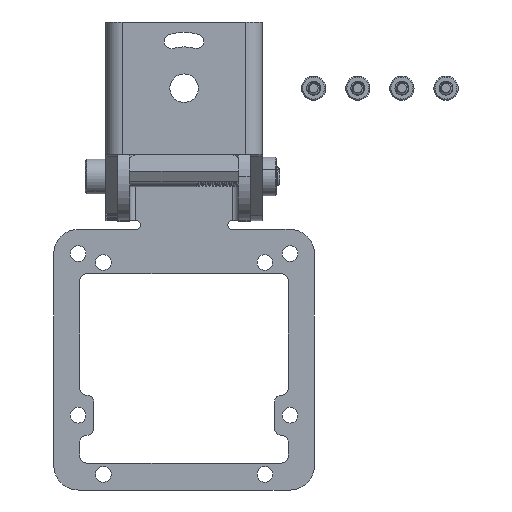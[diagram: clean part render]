
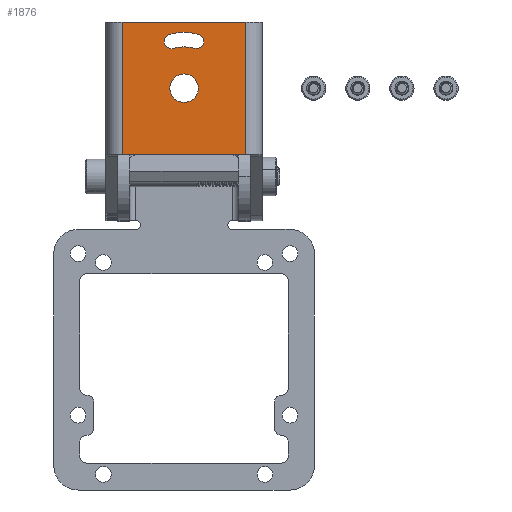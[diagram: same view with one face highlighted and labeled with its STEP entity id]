
A CAD part, front view. The second image highlights one B-rep face of the part: STEP entity #1876.
In plain terms, the highlighted planar face has unit normal (0, -1, 0).
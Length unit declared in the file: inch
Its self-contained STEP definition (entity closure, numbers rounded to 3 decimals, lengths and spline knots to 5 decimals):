
#300 = VECTOR ( 'NONE', #22481, 39.37008 ) ;
#662 = DIRECTION ( 'NONE',  ( 0., 0., 1. ) ) ;
#693 = DIRECTION ( 'NONE',  ( 0., 0., 1. ) ) ;
#1029 = CIRCLE ( 'NONE', #10017, 0.1615 ) ;
#1360 = AXIS2_PLACEMENT_3D ( 'NONE', #21397, #12501, #9001 ) ;
#1661 = ORIENTED_EDGE ( 'NONE', *, *, #15187, .F. ) ;
#1795 = AXIS2_PLACEMENT_3D ( 'NONE', #2483, #20162, #9638 ) ;
#1876 = ADVANCED_FACE ( 'NONE', ( #21903, #6019, #16865 ), #13126, .F. ) ;
#2160 = ORIENTED_EDGE ( 'NONE', *, *, #14945, .T. ) ;
#2483 = CARTESIAN_POINT ( 'NONE',  ( 0., 0., 0. ) ) ;
#2589 = ORIENTED_EDGE ( 'NONE', *, *, #3728, .T. ) ;
#2940 = EDGE_LOOP ( 'NONE', ( #2160, #6923 ) ) ;
#3357 = AXIS2_PLACEMENT_3D ( 'NONE', #7124, #12150, #19282 ) ;
#3584 = VECTOR ( 'NONE', #20305, 39.37008 ) ;
#3728 = EDGE_CURVE ( 'NONE', #11255, #20906, #4579, .T. ) ;
#3735 = DIRECTION ( 'NONE',  ( 0., 0., 1. ) ) ;
#3838 = VERTEX_POINT ( 'NONE', #4466 ) ;
#4050 = VECTOR ( 'NONE', #22241, 39.37008 ) ;
#4051 = VERTEX_POINT ( 'NONE', #20433 ) ;
#4137 = DIRECTION ( 'NONE',  ( 0., -1., 0. ) ) ;
#4359 = VERTEX_POINT ( 'NONE', #14326 ) ;
#4392 = ORIENTED_EDGE ( 'NONE', *, *, #5788, .F. ) ;
#4466 = CARTESIAN_POINT ( 'NONE',  ( 0.1637, 0., 0.61095 ) ) ;
#4579 = LINE ( 'NONE', #18851, #300 ) ;
#4634 = LINE ( 'NONE', #18545, #3584 ) ;
#4710 = EDGE_CURVE ( 'NONE', #19234, #4359, #1029, .T. ) ;
#4786 = ORIENTED_EDGE ( 'NONE', *, *, #22800, .F. ) ;
#4813 = ORIENTED_EDGE ( 'NONE', *, *, #5885, .F. ) ;
#4848 = CIRCLE ( 'NONE', #3357, 0.0825 ) ;
#5618 = VERTEX_POINT ( 'NONE', #22687 ) ;
#5788 = EDGE_CURVE ( 'NONE', #4051, #19440, #4848, .T. ) ;
#5800 = ORIENTED_EDGE ( 'NONE', *, *, #22467, .T. ) ;
#5885 = EDGE_CURVE ( 'NONE', #20140, #5618, #11940, .T. ) ;
#6019 = FACE_BOUND ( 'NONE', #2940, .T. ) ;
#6080 = EDGE_CURVE ( 'NONE', #11255, #13484, #14075, .T. ) ;
#6615 = ORIENTED_EDGE ( 'NONE', *, *, #8097, .F. ) ;
#6923 = ORIENTED_EDGE ( 'NONE', *, *, #4710, .T. ) ;
#7124 = CARTESIAN_POINT ( 'NONE',  ( -0.14235, 0., 0.53126 ) ) ;
#7334 = CIRCLE ( 'NONE', #1360, 0.6325 ) ;
#8012 = CARTESIAN_POINT ( 'NONE',  ( 0., 0., 0.6325 ) ) ;
#8075 = EDGE_LOOP ( 'NONE', ( #1661, #4392, #16794, #6615, #4786, #4813 ) ) ;
#8097 = EDGE_CURVE ( 'NONE', #3838, #8214, #20164, .T. ) ;
#8214 = VERTEX_POINT ( 'NONE', #8012 ) ;
#8907 = AXIS2_PLACEMENT_3D ( 'NONE', #12631, #19782, #693 ) ;
#9001 = DIRECTION ( 'NONE',  ( 0., 0., 1. ) ) ;
#9638 = DIRECTION ( 'NONE',  ( 0., 0., 1. ) ) ;
#9653 = DIRECTION ( 'NONE',  ( 0., 0., 1. ) ) ;
#9703 = VECTOR ( 'NONE', #21108, 39.37008 ) ;
#9721 = AXIS2_PLACEMENT_3D ( 'NONE', #13252, #4137, #9653 ) ;
#9753 = VERTEX_POINT ( 'NONE', #12503 ) ;
#10017 = AXIS2_PLACEMENT_3D ( 'NONE', #17246, #21104, #22636 ) ;
#10187 = CIRCLE ( 'NONE', #12786, 0.0825 ) ;
#10532 = DIRECTION ( 'NONE',  ( 0., -1., 0. ) ) ;
#11151 = CIRCLE ( 'NONE', #11170, 0.4675 ) ;
#11170 = AXIS2_PLACEMENT_3D ( 'NONE', #23155, #15993, #20941 ) ;
#11255 = VERTEX_POINT ( 'NONE', #13911 ) ;
#11522 = CARTESIAN_POINT ( 'NONE',  ( -0.7, 0., -0.75 ) ) ;
#11574 = CARTESIAN_POINT ( 'NONE',  ( -0.121, 0., 0.45157 ) ) ;
#11940 = CIRCLE ( 'NONE', #12675, 0.4675 ) ;
#12150 = DIRECTION ( 'NONE',  ( 0., -1., 0. ) ) ;
#12501 = DIRECTION ( 'NONE',  ( 0., -1., 0. ) ) ;
#12503 = CARTESIAN_POINT ( 'NONE',  ( 0.7, 0., -0.75 ) ) ;
#12631 = CARTESIAN_POINT ( 'NONE',  ( 0., 0., 0. ) ) ;
#12675 = AXIS2_PLACEMENT_3D ( 'NONE', #16677, #20207, #662 ) ;
#12786 = AXIS2_PLACEMENT_3D ( 'NONE', #19773, #10532, #3735 ) ;
#13126 = PLANE ( 'NONE',  #1795 ) ;
#13252 = CARTESIAN_POINT ( 'NONE',  ( 0., 0., 0. ) ) ;
#13296 = EDGE_CURVE ( 'NONE', #9753, #20906, #15097, .T. ) ;
#13484 = VERTEX_POINT ( 'NONE', #17658 ) ;
#13911 = CARTESIAN_POINT ( 'NONE',  ( -0.7, 0., 0.75 ) ) ;
#14075 = LINE ( 'NONE', #15718, #9703 ) ;
#14326 = CARTESIAN_POINT ( 'NONE',  ( 0., 0., 0.1615 ) ) ;
#14505 = EDGE_LOOP ( 'NONE', ( #5800, #21139, #2589, #17588 ) ) ;
#14945 = EDGE_CURVE ( 'NONE', #4359, #19234, #17111, .T. ) ;
#15097 = LINE ( 'NONE', #18853, #4050 ) ;
#15187 = EDGE_CURVE ( 'NONE', #19440, #20140, #11151, .T. ) ;
#15718 = CARTESIAN_POINT ( 'NONE',  ( -0.75, 0., 0.75 ) ) ;
#15993 = DIRECTION ( 'NONE',  ( 0., 1., 0. ) ) ;
#16677 = CARTESIAN_POINT ( 'NONE',  ( 0., 0., 0. ) ) ;
#16794 = ORIENTED_EDGE ( 'NONE', *, *, #22063, .F. ) ;
#16865 = FACE_OUTER_BOUND ( 'NONE', #14505, .T. ) ;
#17111 = CIRCLE ( 'NONE', #8907, 0.1615 ) ;
#17246 = CARTESIAN_POINT ( 'NONE',  ( 0., 0., 0. ) ) ;
#17588 = ORIENTED_EDGE ( 'NONE', *, *, #13296, .F. ) ;
#17658 = CARTESIAN_POINT ( 'NONE',  ( 0.7, 0., 0.75 ) ) ;
#18545 = CARTESIAN_POINT ( 'NONE',  ( 0.7, 0., -0.75 ) ) ;
#18851 = CARTESIAN_POINT ( 'NONE',  ( -0.7, 0., 0.75 ) ) ;
#18853 = CARTESIAN_POINT ( 'NONE',  ( -0.75, 0., -0.75 ) ) ;
#19234 = VERTEX_POINT ( 'NONE', #21525 ) ;
#19282 = DIRECTION ( 'NONE',  ( 0., 0., 1. ) ) ;
#19440 = VERTEX_POINT ( 'NONE', #11574 ) ;
#19638 = CARTESIAN_POINT ( 'NONE',  ( 0., 0., 0.4675 ) ) ;
#19773 = CARTESIAN_POINT ( 'NONE',  ( 0.14235, 0., 0.53126 ) ) ;
#19782 = DIRECTION ( 'NONE',  ( 0., 1., 0. ) ) ;
#20140 = VERTEX_POINT ( 'NONE', #19638 ) ;
#20162 = DIRECTION ( 'NONE',  ( 0., 1., 0. ) ) ;
#20164 = CIRCLE ( 'NONE', #9721, 0.6325 ) ;
#20207 = DIRECTION ( 'NONE',  ( 0., 1., 0. ) ) ;
#20305 = DIRECTION ( 'NONE',  ( 0., 0., 1. ) ) ;
#20433 = CARTESIAN_POINT ( 'NONE',  ( -0.1637, 0., 0.61095 ) ) ;
#20906 = VERTEX_POINT ( 'NONE', #11522 ) ;
#20941 = DIRECTION ( 'NONE',  ( 0., 0., 1. ) ) ;
#21104 = DIRECTION ( 'NONE',  ( 0., 1., 0. ) ) ;
#21108 = DIRECTION ( 'NONE',  ( 1., 0., 0. ) ) ;
#21139 = ORIENTED_EDGE ( 'NONE', *, *, #6080, .F. ) ;
#21397 = CARTESIAN_POINT ( 'NONE',  ( 0., 0., 0. ) ) ;
#21525 = CARTESIAN_POINT ( 'NONE',  ( 0., 0., -0.1615 ) ) ;
#21903 = FACE_BOUND ( 'NONE', #8075, .T. ) ;
#22063 = EDGE_CURVE ( 'NONE', #8214, #4051, #7334, .T. ) ;
#22241 = DIRECTION ( 'NONE',  ( -1., 0., 0. ) ) ;
#22467 = EDGE_CURVE ( 'NONE', #9753, #13484, #4634, .T. ) ;
#22481 = DIRECTION ( 'NONE',  ( 0., 0., -1. ) ) ;
#22636 = DIRECTION ( 'NONE',  ( 0., 0., 1. ) ) ;
#22687 = CARTESIAN_POINT ( 'NONE',  ( 0.121, 0., 0.45157 ) ) ;
#22800 = EDGE_CURVE ( 'NONE', #5618, #3838, #10187, .T. ) ;
#23155 = CARTESIAN_POINT ( 'NONE',  ( 0., 0., 0. ) ) ;
